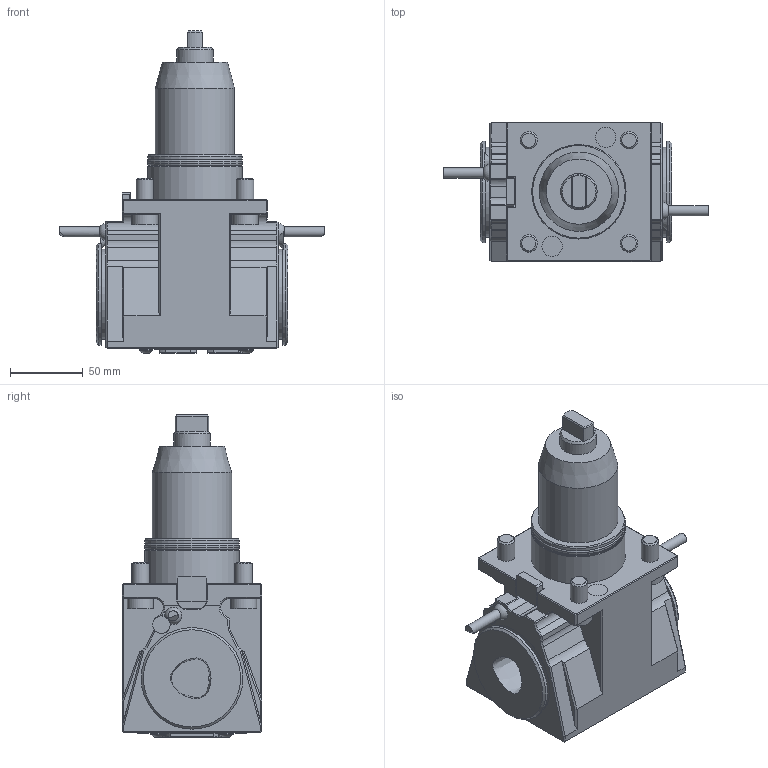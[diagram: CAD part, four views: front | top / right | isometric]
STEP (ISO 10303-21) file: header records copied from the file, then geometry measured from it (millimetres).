
FILE_DESCRIPTION(/* description */ (''),/* implementation_level */ '2;1');
FILE_NAME(/* name */ '1619174200800.stp',/* time_stamp */ '2021-04-23T12:36:46+02:00',/* author */ (''),/* organization */ ('SMS'),/* preprocessor_version */ 'ST-DEVELOPER v16.7',/* originating_system */ 'SIEMENS PLM Software NX 12.0',/* authorisation */ '');
FILE_SCHEMA (('AUTOMOTIVE_DESIGN { 1 0 10303 214 3 1 1 1 }'));
Length unit declared in the file: millimetre
Products named in the file (1): 203503590mod000_00
Bounding box: 182.35 x 95.9 x 222.1 mm (x, y, z)
Volume: 1291884.6 mm3; surface area: 106476.7 mm2
Topology: 1 solids, 1 shells, 363 faces, 875 edges, 560 vertices
Faces by surface type: plane 214, cylinder 76, cone 51, torus 12, sphere 6, bspline 4
Full cylindrical faces by diameter (mm): 2.5 x2, 3.996 x8, 4.995 x4, 5.994 x3, 6.993 x2, 9.491 x4, 11.988 x4, 13.986 x2, 17.982 x4, 24.975 x2, 25 x1, 54.545 x1, 58.741 x2, 61.938 x2, 64.935 x3, 66.933 x2, 67.932 x2, 69.93 x2
Entity records: 10279 total; most frequent: CARTESIAN_POINT 2387, DIRECTION 1604, ORIENTED_EDGE 1482, EDGE_CURVE 741, AXIS2_PLACEMENT_3D 601, EDGE_LOOP 512, VERTEX_POINT 505, LINE 402
